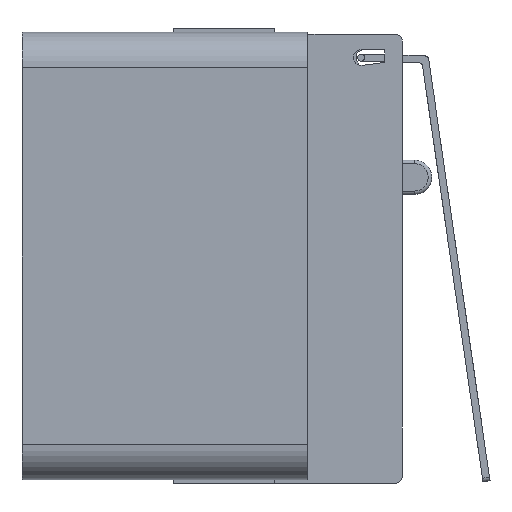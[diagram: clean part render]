
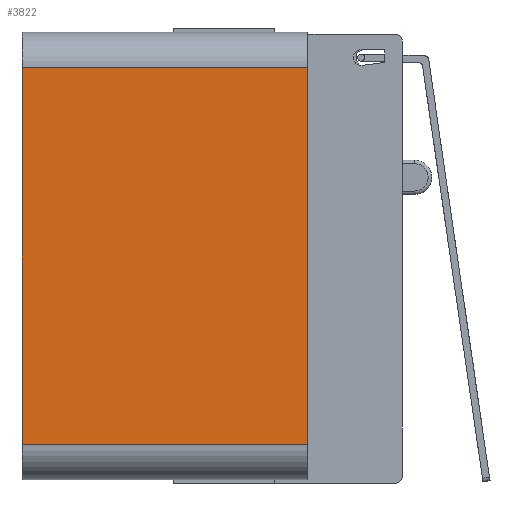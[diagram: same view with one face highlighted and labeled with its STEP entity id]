
A CAD part, left-side view. The second image highlights one B-rep face of the part: STEP entity #3822.
In plain terms, the highlighted face is planar.
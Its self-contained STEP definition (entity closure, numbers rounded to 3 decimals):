
#105=PLANE('',#4081);
#273=FACE_OUTER_BOUND('',#479,.T.);
#479=EDGE_LOOP('',(#2818,#2819,#2820,#2821));
#667=LINE('',#5392,#1143);
#672=LINE('',#5405,#1148);
#690=LINE('',#5450,#1166);
#765=LINE('',#5601,#1241);
#1143=VECTOR('',#4335,10.);
#1148=VECTOR('',#4346,10.);
#1166=VECTOR('',#4386,10.);
#1241=VECTOR('',#4517,10.);
#1703=VERTEX_POINT('',#5389);
#1704=VERTEX_POINT('',#5391);
#1709=VERTEX_POINT('',#5403);
#1725=VERTEX_POINT('',#5448);
#2071=EDGE_CURVE('',#1703,#1704,#667,.T.);
#2078=EDGE_CURVE('',#1709,#1703,#672,.T.);
#2101=EDGE_CURVE('',#1725,#1709,#690,.T.);
#2176=EDGE_CURVE('',#1725,#1704,#765,.T.);
#2818=ORIENTED_EDGE('',*,*,#2071,.F.);
#2819=ORIENTED_EDGE('',*,*,#2078,.F.);
#2820=ORIENTED_EDGE('',*,*,#2101,.F.);
#2821=ORIENTED_EDGE('',*,*,#2176,.T.);
#3822=ADVANCED_FACE('',(#273),#105,.T.);
#4081=AXIS2_PLACEMENT_3D('',#5600,#4515,#4516);
#4335=DIRECTION('',(0.,-1.,0.));
#4346=DIRECTION('',(0.,0.,-1.));
#4386=DIRECTION('',(0.,1.,0.));
#4515=DIRECTION('center_axis',(1.,0.,0.));
#4516=DIRECTION('ref_axis',(0.,0.,-1.));
#4517=DIRECTION('',(0.,0.,-1.));
#5389=CARTESIAN_POINT('',(4.3,8.1,-5.35));
#5391=CARTESIAN_POINT('',(4.3,0.,-5.35));
#5392=CARTESIAN_POINT('',(4.3,0.,-5.35));
#5403=CARTESIAN_POINT('',(4.3,8.1,5.35));
#5405=CARTESIAN_POINT('',(4.3,8.1,6.35));
#5448=CARTESIAN_POINT('',(4.3,0.,5.35));
#5450=CARTESIAN_POINT('',(4.3,0.,5.35));
#5600=CARTESIAN_POINT('Origin',(4.3,0.,6.35));
#5601=CARTESIAN_POINT('',(4.3,0.,6.35));
